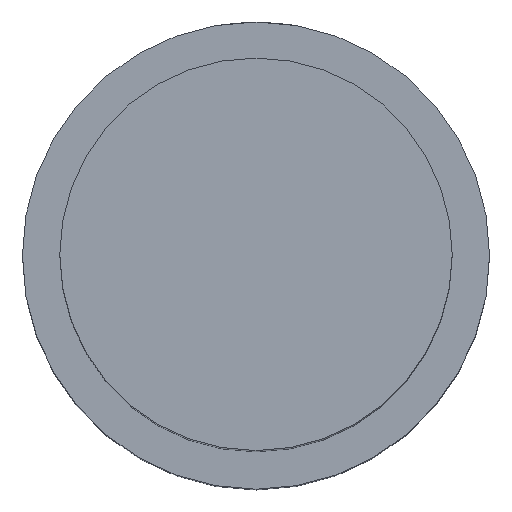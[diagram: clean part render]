
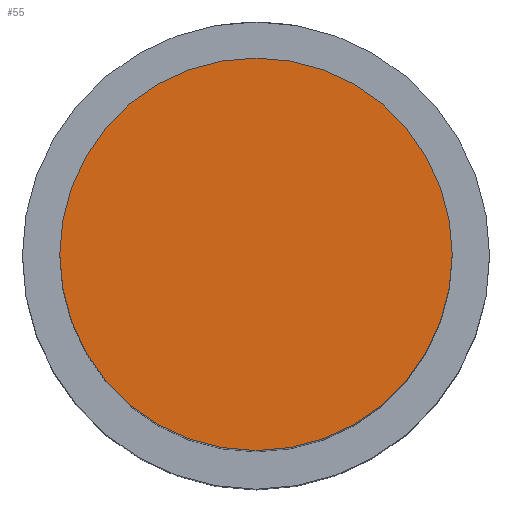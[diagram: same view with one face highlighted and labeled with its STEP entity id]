
A CAD part, top view. The second image highlights one B-rep face of the part: STEP entity #55.
In plain terms, the highlighted planar face has unit normal (0, 0, 1).
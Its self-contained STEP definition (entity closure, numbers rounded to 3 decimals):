
#55=ADVANCED_FACE('240[2]',(#125),#126,.T.);
#74=EDGE_CURVE('240[2]',#155,#155,#156,.T.);
#125=FACE_OUTER_BOUND('',#273,.T.);
#126=PLANE('',#274);
#155=VERTEX_POINT('',#311);
#156=CIRCLE('',#312,21.0);
#273=EDGE_LOOP('',(#422));
#274=AXIS2_PLACEMENT_3D('',#423,#424,#425);
#311=CARTESIAN_POINT('',(0.,21.0,80.0));
#312=AXIS2_PLACEMENT_3D('',#457,#458,#459);
#422=ORIENTED_EDGE('',*,*,#74,.F.);
#423=CARTESIAN_POINT('',(0.,10.5,80.0));
#424=DIRECTION('',(0.,0.,1.0));
#425=DIRECTION('',(1.0,0.,0.0));
#457=CARTESIAN_POINT('',(0.,0.,80.0));
#458=DIRECTION('',(0.,0.,-1.0));
#459=DIRECTION('',(0.,1.0,0.));
